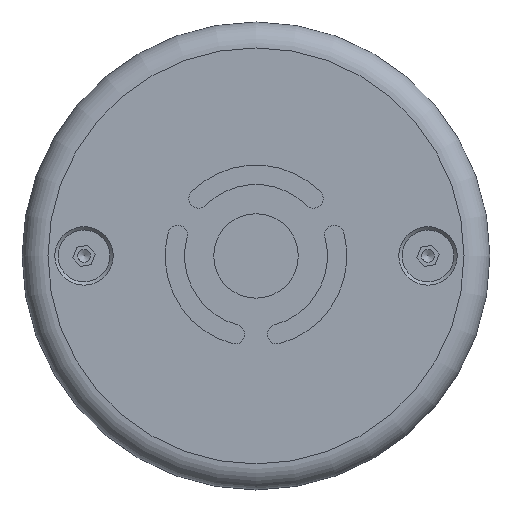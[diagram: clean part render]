
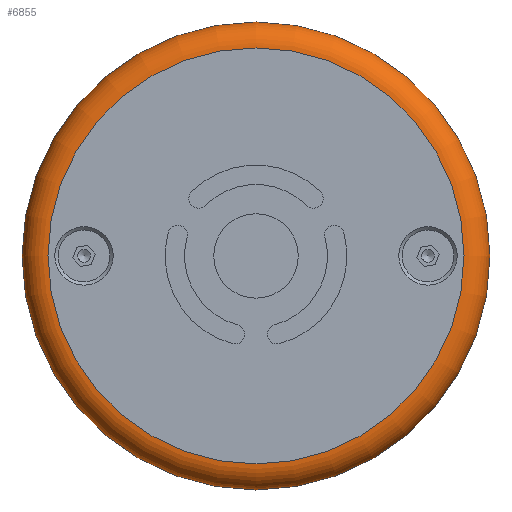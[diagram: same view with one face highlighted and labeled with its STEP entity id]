
A CAD part, top view. The second image highlights one B-rep face of the part: STEP entity #6855.
In plain terms, the highlighted toroidal (fillet/blend) face has major radius 32.05 mm and minor radius 4 mm.
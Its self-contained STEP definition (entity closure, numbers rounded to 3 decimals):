
#917 = CARTESIAN_POINT ( 'NONE',  ( 0., 32.05, 11.7 ) ) ;
#1368 = EDGE_CURVE ( 'NONE', #2030, #2030, #10316, .T. ) ;
#1829 = ORIENTED_EDGE ( 'NONE', *, *, #9133, .F. ) ;
#1963 = EDGE_LOOP ( 'NONE', ( #9065 ) ) ;
#1969 = DIRECTION ( 'NONE',  ( 0., 1., 0. ) ) ;
#2030 = VERTEX_POINT ( 'NONE', #9779 ) ;
#2054 = DIRECTION ( 'NONE',  ( 0., 0., 1. ) ) ;
#2074 = CARTESIAN_POINT ( 'NONE',  ( 0., 0., 7.7 ) ) ;
#3051 = AXIS2_PLACEMENT_3D ( 'NONE', #6263, #6649, #10752 ) ;
#3295 = AXIS2_PLACEMENT_3D ( 'NONE', #2074, #4690, #1969 ) ;
#3832 = TOROIDAL_SURFACE ( 'NONE', #3295, 32.05, 4. ) ;
#4690 = DIRECTION ( 'NONE',  ( 0., 0., 1. ) ) ;
#4795 = AXIS2_PLACEMENT_3D ( 'NONE', #6264, #2054, #5429 ) ;
#5429 = DIRECTION ( 'NONE',  ( 0., 1., 0. ) ) ;
#6263 = CARTESIAN_POINT ( 'NONE',  ( 0., 0., 11.7 ) ) ;
#6264 = CARTESIAN_POINT ( 'NONE',  ( 0., 0., 7.7 ) ) ;
#6649 = DIRECTION ( 'NONE',  ( 0., 0., 1. ) ) ;
#6855 = ADVANCED_FACE ( 'NONE', ( #7182, #8955 ), #3832, .T. ) ;
#7182 = FACE_OUTER_BOUND ( 'NONE', #8615, .T. ) ;
#7870 = CIRCLE ( 'NONE', #3051, 32.05 ) ;
#8615 = EDGE_LOOP ( 'NONE', ( #1829 ) ) ;
#8955 = FACE_OUTER_BOUND ( 'NONE', #1963, .T. ) ;
#9064 = VERTEX_POINT ( 'NONE', #917 ) ;
#9065 = ORIENTED_EDGE ( 'NONE', *, *, #1368, .T. ) ;
#9133 = EDGE_CURVE ( 'NONE', #9064, #9064, #7870, .T. ) ;
#9779 = CARTESIAN_POINT ( 'NONE',  ( 0., 36.05, 7.7 ) ) ;
#10316 = CIRCLE ( 'NONE', #4795, 36.05 ) ;
#10752 = DIRECTION ( 'NONE',  ( 0., 1., 0. ) ) ;
